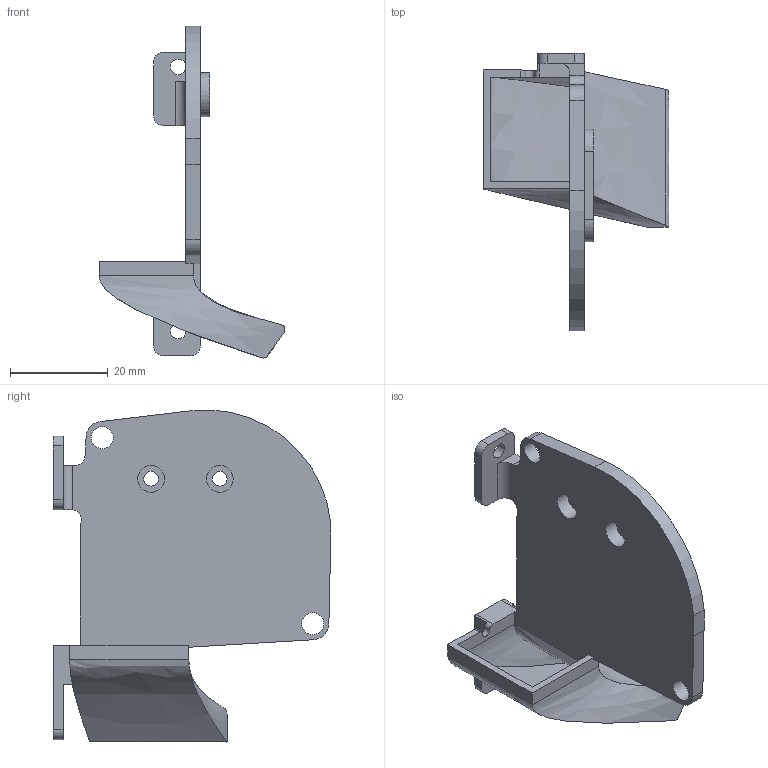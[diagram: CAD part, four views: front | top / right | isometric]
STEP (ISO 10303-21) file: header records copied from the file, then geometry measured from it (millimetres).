
FILE_DESCRIPTION(/* description */ (''),/* implementation_level */ '2;1');
FILE_NAME(/* name */ 'left duct.step',/* time_stamp */ '2021-11-10T13:35:58+08:00',/* author */ (''),/* organization */ (''),/* preprocessor_version */ 'ST-DEVELOPER v18.1',/* originating_system */ 'Autodesk Translation Framework v10.10.0.1391',/* authorisation */ '');
FILE_SCHEMA (('AUTOMOTIVE_DESIGN { 1 0 10303 214 3 1 1 }'));
Length unit declared in the file: millimetre
Products named in the file (1): left duct
Bounding box: 38 x 56.67 x 67.83 mm (x, y, z)
Volume: 11202.1 mm3; surface area: 10707.2 mm2
Topology: 1 solids, 1 shells, 78 faces, 215 edges, 141 vertices
Faces by surface type: plane 40, cylinder 26, bspline 12
Full cylindrical faces by diameter (mm): 3 x2, 3.2 x2, 4.5 x2, 5.5 x2
Entity records: 3000 total; most frequent: CARTESIAN_POINT 1012, ORIENTED_EDGE 430, DIRECTION 363, EDGE_CURVE 215, VERTEX_POINT 141, LINE 123, VECTOR 123, AXIS2_PLACEMENT_3D 120
